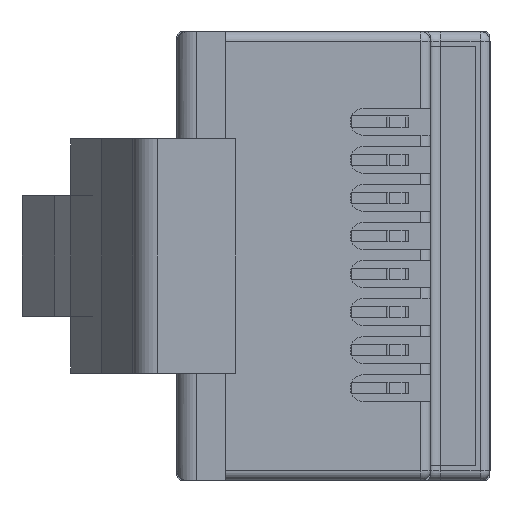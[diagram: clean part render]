
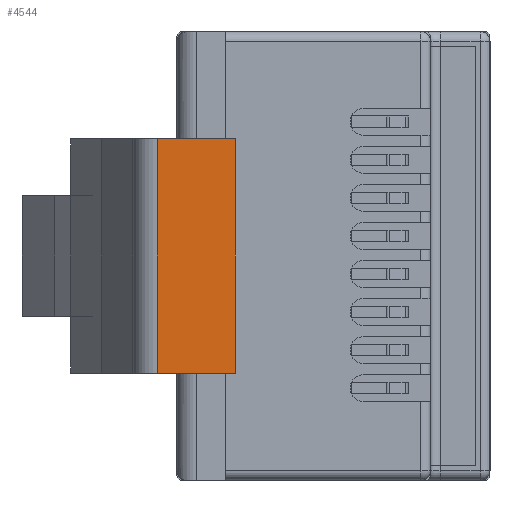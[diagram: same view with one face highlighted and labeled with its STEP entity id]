
A CAD part, left-side view. The second image highlights one B-rep face of the part: STEP entity #4544.
In plain terms, the highlighted face is planar.
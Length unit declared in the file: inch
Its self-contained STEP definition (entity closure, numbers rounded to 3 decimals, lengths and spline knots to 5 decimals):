
#112 = CARTESIAN_POINT ( 'NONE',  ( -0.12, 0.175, 0.897 ) ) ;
#638 = ORIENTED_EDGE ( 'NONE', *, *, #4598, .T. ) ;
#838 = VECTOR ( 'NONE', #8665, 39.37008 ) ;
#847 = CARTESIAN_POINT ( 'NONE',  ( -0.12, 0.15, 0.897 ) ) ;
#1076 = LINE ( 'NONE', #112, #11789 ) ;
#1319 = EDGE_CURVE ( 'NONE', #10636, #2349, #9373, .T. ) ;
#1846 = LINE ( 'NONE', #7004, #7226 ) ;
#2349 = VERTEX_POINT ( 'NONE', #7210 ) ;
#2402 = EDGE_LOOP ( 'NONE', ( #10643, #638, #10524, #5547 ) ) ;
#2637 = EDGE_CURVE ( 'NONE', #2349, #7583, #12639, .T. ) ;
#3679 = VERTEX_POINT ( 'NONE', #847 ) ;
#4057 = CARTESIAN_POINT ( 'NONE',  ( -0.12, 0.07, 0.897 ) ) ;
#4544 = ADVANCED_FACE ( 'NONE', ( #10713 ), #11464, .F. ) ;
#4598 = EDGE_CURVE ( 'NONE', #10636, #3679, #1846, .T. ) ;
#5547 = ORIENTED_EDGE ( 'NONE', *, *, #2637, .F. ) ;
#6307 = CARTESIAN_POINT ( 'NONE',  ( 0.12, 0.175, 0.897 ) ) ;
#6336 = CARTESIAN_POINT ( 'NONE',  ( 0.12, 0.15, 0.897 ) ) ;
#6807 = CARTESIAN_POINT ( 'NONE',  ( 0.12, 0.07, 0.897 ) ) ;
#7004 = CARTESIAN_POINT ( 'NONE',  ( -0.12, 0.15, 0.897 ) ) ;
#7210 = CARTESIAN_POINT ( 'NONE',  ( 0.12, 0.07, 0.897 ) ) ;
#7226 = VECTOR ( 'NONE', #11376, 39.37008 ) ;
#7583 = VERTEX_POINT ( 'NONE', #4057 ) ;
#7881 = CARTESIAN_POINT ( 'NONE',  ( 0.12, 0.175, 0.897 ) ) ;
#8453 = EDGE_CURVE ( 'NONE', #3679, #7583, #1076, .T. ) ;
#8564 = AXIS2_PLACEMENT_3D ( 'NONE', #6307, #13805, #9670 ) ;
#8665 = DIRECTION ( 'NONE',  ( 0., -1., 0. ) ) ;
#9373 = LINE ( 'NONE', #7881, #838 ) ;
#9670 = DIRECTION ( 'NONE',  ( -1., 0., 0. ) ) ;
#9728 = DIRECTION ( 'NONE',  ( -1., 0., 0. ) ) ;
#9788 = VECTOR ( 'NONE', #9728, 39.37008 ) ;
#10524 = ORIENTED_EDGE ( 'NONE', *, *, #8453, .T. ) ;
#10636 = VERTEX_POINT ( 'NONE', #6336 ) ;
#10643 = ORIENTED_EDGE ( 'NONE', *, *, #1319, .F. ) ;
#10713 = FACE_OUTER_BOUND ( 'NONE', #2402, .T. ) ;
#10818 = DIRECTION ( 'NONE',  ( 0., -1., 0. ) ) ;
#11376 = DIRECTION ( 'NONE',  ( -1., 0., 0. ) ) ;
#11464 = PLANE ( 'NONE',  #8564 ) ;
#11789 = VECTOR ( 'NONE', #10818, 39.37008 ) ;
#12639 = LINE ( 'NONE', #6807, #9788 ) ;
#13805 = DIRECTION ( 'NONE',  ( 0., 0., -1. ) ) ;
